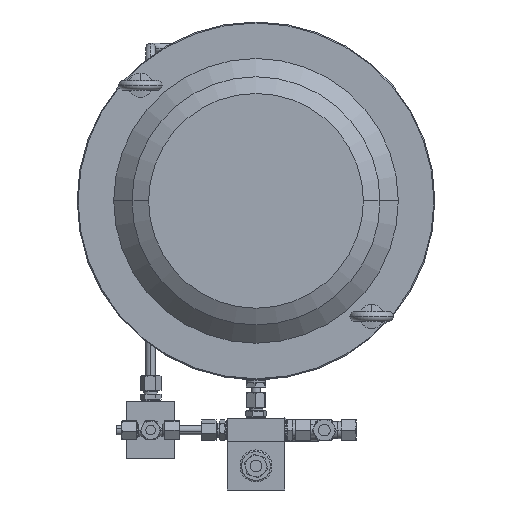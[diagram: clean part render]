
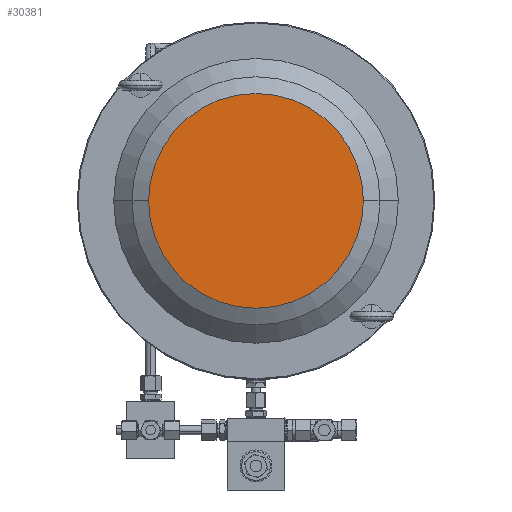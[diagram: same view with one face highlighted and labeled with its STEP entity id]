
A CAD part, front view. The second image highlights one B-rep face of the part: STEP entity #30381.
In plain terms, the highlighted planar face has unit normal (0, -1, 0).
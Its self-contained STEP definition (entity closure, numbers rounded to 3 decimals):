
#1459 = CIRCLE ( 'NONE', #37504, 111.679 ) ;
#1736 = FACE_OUTER_BOUND ( 'NONE', #38221, .T. ) ;
#2030 = DIRECTION ( 'NONE',  ( 1., 0., 0. ) ) ;
#2580 = VERTEX_POINT ( 'NONE', #17931 ) ;
#9864 = CARTESIAN_POINT ( 'NONE',  ( -74.16, -198.383, 655.685 ) ) ;
#13308 = CIRCLE ( 'NONE', #39883, 111.679 ) ;
#13834 = AXIS2_PLACEMENT_3D ( 'NONE', #9864, #58896, #29710 ) ;
#17931 = CARTESIAN_POINT ( 'NONE',  ( 37.52, -198.383, 544.005 ) ) ;
#19352 = ORIENTED_EDGE ( 'NONE', *, *, #50580, .T. ) ;
#20511 = ORIENTED_EDGE ( 'NONE', *, *, #48107, .T. ) ;
#24756 = PLANE ( 'NONE',  #13834 ) ;
#26911 = DIRECTION ( 'NONE',  ( 0., -1., 0. ) ) ;
#29710 = DIRECTION ( 'NONE',  ( -1., 0., 0. ) ) ;
#30381 = ADVANCED_FACE ( 'Defeature ausgef�hrt1_184', ( #1736 ), #24756, .F. ) ;
#31541 = DIRECTION ( 'NONE',  ( 0., -1., 0. ) ) ;
#37504 = AXIS2_PLACEMENT_3D ( 'NONE', #60724, #31541, #2030 ) ;
#38221 = EDGE_LOOP ( 'NONE', ( #20511, #19352 ) ) ;
#39883 = AXIS2_PLACEMENT_3D ( 'NONE', #56158, #26911, #61054 ) ;
#41104 = VERTEX_POINT ( 'NONE', #62704 ) ;
#48107 = EDGE_CURVE ( 'Defeature ausgef�hrt1_184+Defeature ausgef�hrt1_183+Defeature ausgef�hrt1_183+Defeature ausgef�hrt1_183', #41104, #2580, #13308, .T. ) ;
#50580 = EDGE_CURVE ( 'Defeature ausgef�hrt1_184+Defeature ausgef�hrt1_183+Defeature ausgef�hrt1_183+Defeature ausgef�hrt1_183', #2580, #41104, #1459, .T. ) ;
#56158 = CARTESIAN_POINT ( 'NONE',  ( -74.16, -198.383, 544.005 ) ) ;
#58896 = DIRECTION ( 'NONE',  ( 0., 1., 0. ) ) ;
#60724 = CARTESIAN_POINT ( 'NONE',  ( -74.16, -198.383, 544.005 ) ) ;
#61054 = DIRECTION ( 'NONE',  ( 1., 0., 0. ) ) ;
#62704 = CARTESIAN_POINT ( 'NONE',  ( -185.839, -198.383, 544.005 ) ) ;
